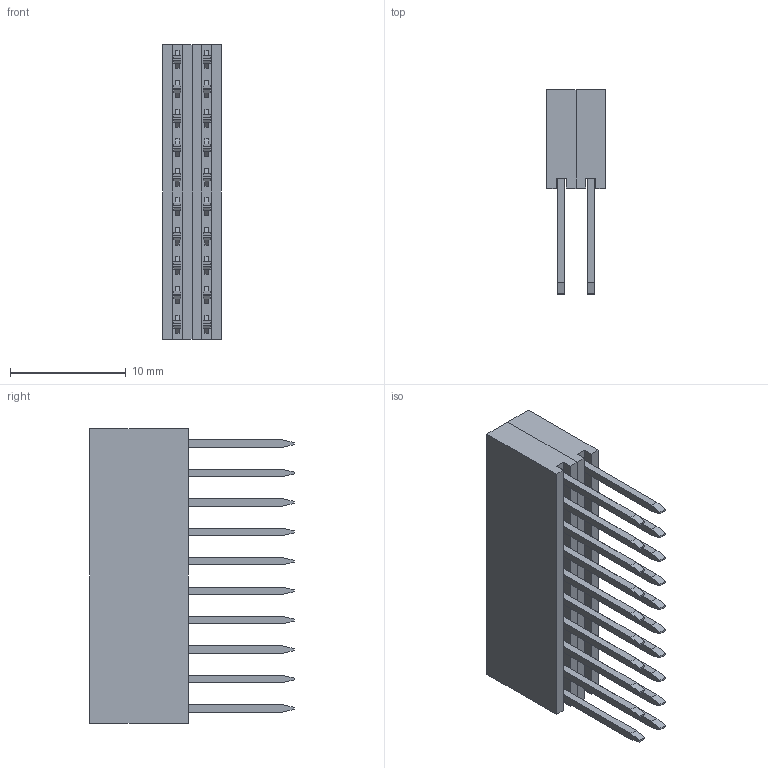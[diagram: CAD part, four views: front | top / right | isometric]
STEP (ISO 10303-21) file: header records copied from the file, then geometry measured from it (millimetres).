
FILE_DESCRIPTION (( 'STEP AP214' ), '1' );
FILE_NAME ('2.54_2x10.STEP', '2023-12-21T13:01:09', ( '' ), ( '' ), 'SwSTEP 2.0', 'SolidWorks 2021', '' );
FILE_SCHEMA (( 'AUTOMOTIVE_DESIGN' ));
Length unit declared in the file: millimetre
Products named in the file (2): 2.54_2x10; 1x10
Assembly tree (2 placements, depth 2):
  2.54_2x10
    1x10  x2
Bounding box: 5.08 x 17.64 x 25.4 mm (x, y, z)
Volume: 1110.7 mm3; surface area: 2952.6 mm2
Topology: 22 solids, 22 shells, 700 faces, 1888 edges, 1232 vertices
Faces by surface type: plane 680, cylinder 20
Entity records: 12056 total; most frequent: CARTESIAN_POINT 1915, ORIENTED_EDGE 1888, DIRECTION 1674, EDGE_CURVE 944, LINE 924, VECTOR 924, VERTEX_POINT 616, AXIS2_PLACEMENT_3D 375
